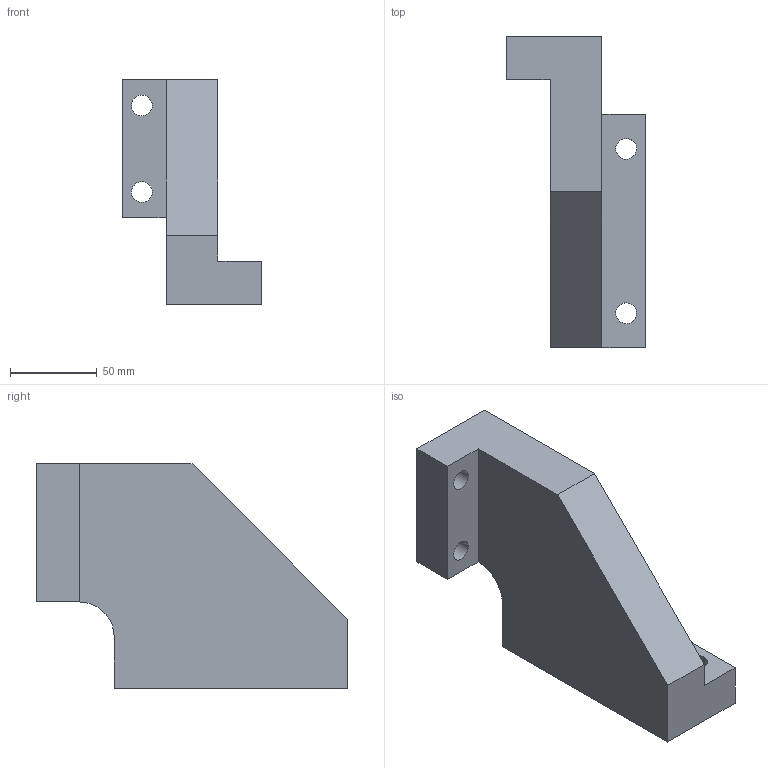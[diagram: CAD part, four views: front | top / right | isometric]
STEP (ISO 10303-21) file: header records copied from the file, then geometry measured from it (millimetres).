
FILE_DESCRIPTION(('CATIA V5 STEP'),'2;1');
FILE_NAME('210030 02 022 - 0 - EQUERRE RENFORT.stp','2022-08-01T10:02:01+00:00',('none'),('none'),'CATIA Version 5 Release 19 SP 5 (IN-10)','CATIA V5 STEP AP203 Edition 2','none');
FILE_SCHEMA(('AP203_CONFIGURATION_CONTROLLED_3D_DESIGN_OF_MECHANICAL_PARTS_AND_ASSEMBLIES_MIM_LF { 1 0 10303 403 2 1 2}'));
Length unit declared in the file: millimetre
Products named in the file (1): 210030 02 022 - EQUERRE RENFORT
Bounding box: 80 x 180 x 130 mm (x, y, z)
Volume: 638640.5 mm3; surface area: 67247.7 mm2
Topology: 1 solids, 1 shells, 22 faces, 59 edges, 39 vertices
Faces by surface type: plane 13, cylinder 9
Entity records: 697 total; most frequent: ORIENTED_EDGE 118, CARTESIAN_POINT 117, DIRECTION 95, EDGE_CURVE 59, VECTOR 41, LINE 41, VERTEX_POINT 39, AXIS2_PLACEMENT_3D 37
